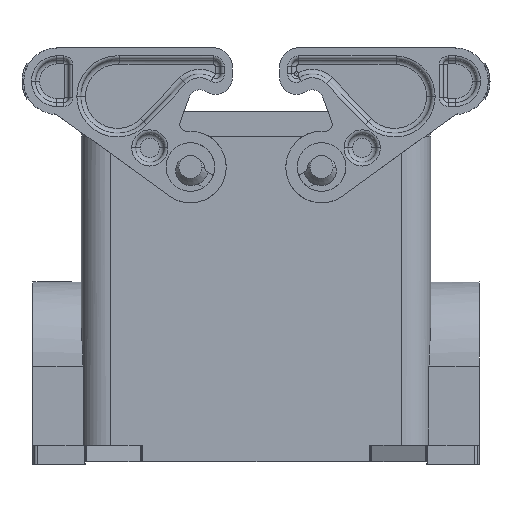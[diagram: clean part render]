
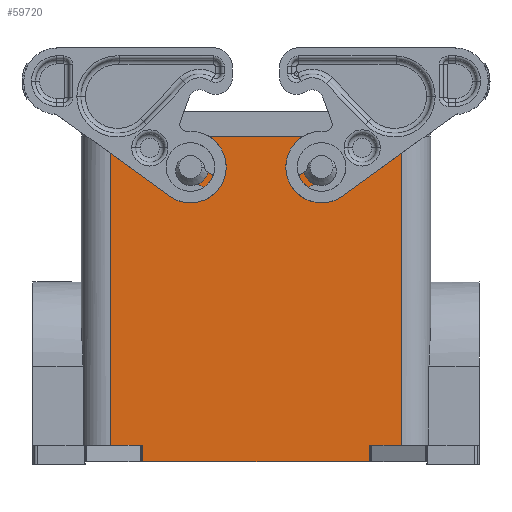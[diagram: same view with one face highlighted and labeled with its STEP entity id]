
A CAD part, front view. The second image highlights one B-rep face of the part: STEP entity #59720.
In plain terms, the highlighted face is planar.
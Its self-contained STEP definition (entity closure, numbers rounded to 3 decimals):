
#1270=CARTESIAN_POINT('',(23.791,21.75,-43.5));
#1280=VERTEX_POINT('',#1270);
#1310=CARTESIAN_POINT('',(-23.791,21.75,-43.5));
#1320=DIRECTION('',(1.,0.,0.));
#1330=VECTOR('',#1320,47.581);
#1340=LINE('',#1310,#1330);
#1350=CARTESIAN_POINT('',(-23.791,21.75,-43.5));
#1360=VERTEX_POINT('',#1350);
#1370=EDGE_CURVE('',#1360,#1280,#1340,.T.);
#20370=CARTESIAN_POINT('',(-23.791,21.75,-40.));
#20380=VERTEX_POINT('',#20370);
#20410=CARTESIAN_POINT('',(-23.791,21.75,-40.));
#20420=DIRECTION('',(-1.,0.,0.));
#20430=VECTOR('',#20420,5.459);
#20440=LINE('',#20410,#20430);
#20450=CARTESIAN_POINT('',(-30.6,21.75,-40.));
#20460=VERTEX_POINT('',#20450);
#20470=EDGE_CURVE('',#20380,#20460,#20440,.T.);
#25690=CARTESIAN_POINT('',(30.6,21.75,-40.));
#25700=VERTEX_POINT('',#25690);
#25730=CARTESIAN_POINT('',(29.25,21.75,-40.));
#25740=DIRECTION('',(-1.,0.,0.));
#25750=VECTOR('',#25740,5.459);
#25760=LINE('',#25730,#25750);
#25770=CARTESIAN_POINT('',(23.791,21.75,-40.));
#25780=VERTEX_POINT('',#25770);
#25790=EDGE_CURVE('',#25700,#25780,#25760,.T.);
#52070=CARTESIAN_POINT('',(0.,21.75,24.8));
#52080=DIRECTION('',(-1.,0.,0.));
#52090=VECTOR('',#52080,1.);
#52100=LINE('',#52070,#52090);
#52110=CARTESIAN_POINT('',(30.6,21.75,24.8));
#52120=VERTEX_POINT('',#52110);
#52130=CARTESIAN_POINT('',(-30.6,21.75,24.8));
#52140=VERTEX_POINT('',#52130);
#52150=EDGE_CURVE('',#52120,#52140,#52100,.T.);
#53210=CARTESIAN_POINT('',(30.6,21.75,-1.));
#53220=DIRECTION('',(0.,0.,1.));
#53230=VECTOR('',#53220,1.);
#53240=LINE('',#53210,#53230);
#53250=EDGE_CURVE('',#25700,#52120,#53240,.T.);
#53640=CARTESIAN_POINT('',(-30.6,21.75,7.3));
#53650=DIRECTION('',(0.,0.,1.));
#53660=VECTOR('',#53650,1.);
#53670=LINE('',#53640,#53660);
#53680=EDGE_CURVE('',#20460,#52140,#53670,.T.);
#58970=CARTESIAN_POINT('',(17.65,21.75,18.3));
#58980=VERTEX_POINT('',#58970);
#59060=CARTESIAN_POINT('',(9.85,21.75,18.3));
#59070=VERTEX_POINT('',#59060);
#59100=CARTESIAN_POINT('',(13.75,21.75,18.3));
#59110=DIRECTION('',(0.,1.,0.));
#59120=DIRECTION('',(1.,0.,0.));
#59130=AXIS2_PLACEMENT_3D('',#59100,#59110,#59120);
#59140=CIRCLE('',#59130,3.9);
#59150=EDGE_CURVE('',#58980,#59070,#59140,.T.);
#59270=CARTESIAN_POINT('',(29.25,21.75,4.8));
#59280=DIRECTION('',(-0.,-1.,-0.));
#59290=DIRECTION('',(-1.,0.,0.));
#59300=AXIS2_PLACEMENT_3D('',#59270,#59280,#59290);
#59310=PLANE('',#59300);
#59320=CARTESIAN_POINT('',(-13.75,21.75,18.3));
#59330=DIRECTION('',(0.,1.,0.));
#59340=DIRECTION('',(1.,0.,0.));
#59350=AXIS2_PLACEMENT_3D('',#59320,#59330,#59340);
#59360=CIRCLE('',#59350,3.9);
#59370=CARTESIAN_POINT('',(-17.65,21.75,18.3));
#59380=VERTEX_POINT('',#59370);
#59390=CARTESIAN_POINT('',(-9.85,21.75,18.3));
#59400=VERTEX_POINT('',#59390);
#59410=EDGE_CURVE('',#59380,#59400,#59360,.T.);
#59420=ORIENTED_EDGE('',*,*,#59410,.F.);
#59430=EDGE_CURVE('',#59400,#59380,#59360,.T.);
#59440=ORIENTED_EDGE('',*,*,#59430,.F.);
#59450=EDGE_LOOP('',(#59440,#59420));
#59460=FACE_BOUND('',#59450,.T.);
#59470=EDGE_CURVE('',#59070,#58980,#59140,.T.);
#59480=ORIENTED_EDGE('',*,*,#59470,.F.);
#59490=ORIENTED_EDGE('',*,*,#59150,.F.);
#59500=EDGE_LOOP('',(#59490,#59480));
#59510=FACE_BOUND('',#59500,.T.);
#59520=ORIENTED_EDGE('',*,*,#53680,.T.);
#59530=ORIENTED_EDGE('',*,*,#20470,.T.);
#59540=CARTESIAN_POINT('',(-23.791,21.75,-40.));
#59550=DIRECTION('',(0.,0.,-1.));
#59560=VECTOR('',#59550,3.5);
#59570=LINE('',#59540,#59560);
#59580=EDGE_CURVE('',#20380,#1360,#59570,.T.);
#59590=ORIENTED_EDGE('',*,*,#59580,.F.);
#59600=ORIENTED_EDGE('',*,*,#1370,.F.);
#59610=CARTESIAN_POINT('',(23.791,21.75,-43.5));
#59620=DIRECTION('',(0.,0.,1.));
#59630=VECTOR('',#59620,3.5);
#59640=LINE('',#59610,#59630);
#59650=EDGE_CURVE('',#1280,#25780,#59640,.T.);
#59660=ORIENTED_EDGE('',*,*,#59650,.F.);
#59670=ORIENTED_EDGE('',*,*,#25790,.T.);
#59680=ORIENTED_EDGE('',*,*,#53250,.F.);
#59690=ORIENTED_EDGE('',*,*,#52150,.F.);
#59700=EDGE_LOOP('',(#59690,#59680,#59670,#59660,#59600,#59590,#59530,
#59520));
#59710=FACE_OUTER_BOUND('',#59700,.T.);
#59720=ADVANCED_FACE('',(#59460,#59510,#59710),#59310,.F.);
